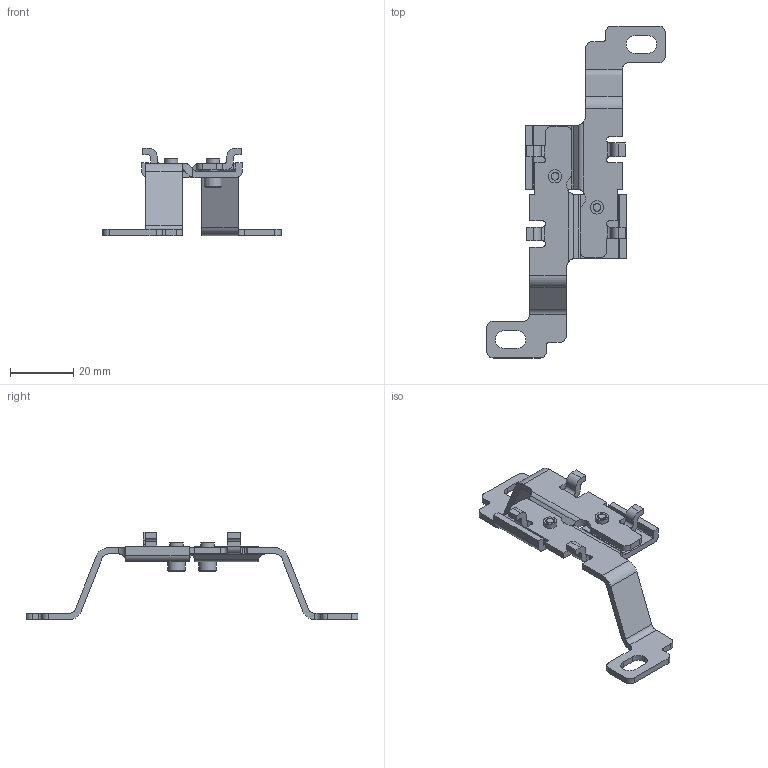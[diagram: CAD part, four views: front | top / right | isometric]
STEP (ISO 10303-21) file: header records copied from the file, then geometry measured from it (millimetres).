
FILE_DESCRIPTION(/* description */ ('STEP AP214'),/* implementation_level */ '2;1');
FILE_NAME(/* name */ '532185_MS4-WB',/* time_stamp */ '2024-09-10T02:22:48+02:00',/* author */ ('License CC BY-ND 4.0'),/* organization */ ('CADENAS'),/* preprocessor_version */ 'ST-DEVELOPER v19.3',/* originating_system */ 'PARTsolutions',/* authorisation */ ' ');
FILE_SCHEMA (('AUTOMOTIVE_DESIGN {1 0 10303 214 3 1 1}'));
Length unit declared in the file: millimetre
Products named in the file (3): 532185 MS4-WB; 532185 MS4-WBp; DIN-912 - M3x6(F)
Assembly tree (4 placements, depth 2):
  532185 MS4-WB
    532185 MS4-WBp  x2
    DIN-912 - M3x6(F)  x2
Bounding box: 56.2 x 104.6 x 27.5 mm (x, y, z)
Volume: 6225.9 mm3; surface area: 7718.3 mm2
Topology: 4 solids, 4 shells, 236 faces, 626 edges, 402 vertices
Faces by surface type: plane 132, cylinder 80, cone 22, torus 2
Full cylindrical faces by diameter (mm): 2.459 x2, 3 x2, 3.4 x2, 4.2 x2, 5.5 x2
Entity records: 3701 total; most frequent: CARTESIAN_POINT 683, DIRECTION 624, ORIENTED_EDGE 598, EDGE_CURVE 299, AXIS2_PLACEMENT_3D 220, VERTEX_POINT 199, LINE 184, VECTOR 184
